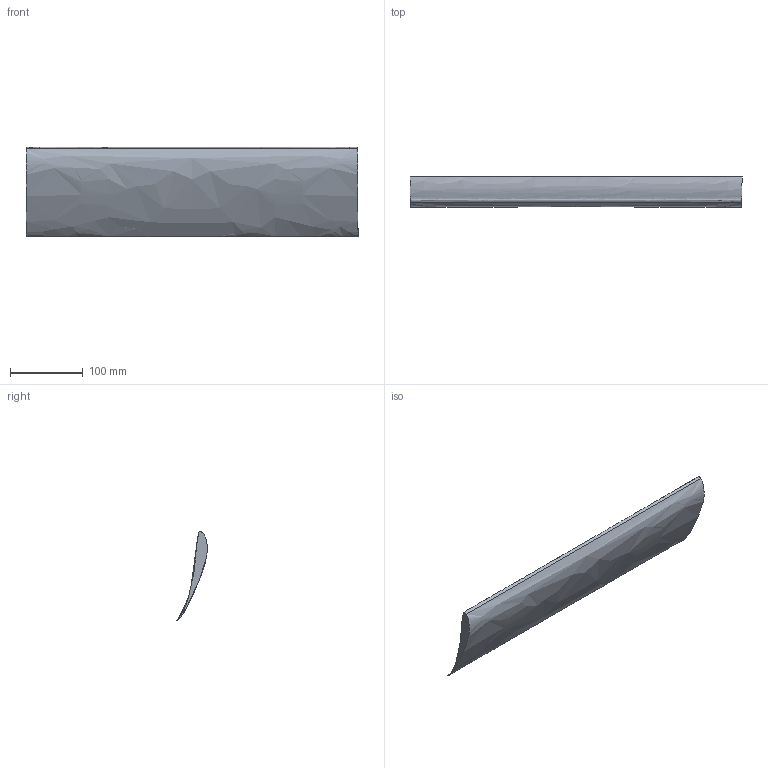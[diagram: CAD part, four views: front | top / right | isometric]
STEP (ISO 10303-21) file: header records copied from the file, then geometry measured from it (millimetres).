
FILE_DESCRIPTION (( 'STEP AP214' ), '1' );
FILE_NAME ('FW2.STEP', '2024-11-14T16:03:22', ( '' ), ( '' ), 'SwSTEP 2.0', 'SolidWorks 2024', '' );
FILE_SCHEMA (( 'AUTOMOTIVE_DESIGN' ));
Length unit declared in the file: inch
Products named in the file (1): FW2
Bounding box: 457.2 x 41.98 x 122.8 mm (x, y, z)
Volume: 496412.5 mm3; surface area: 123780.7 mm2
Topology: 1 solids, 1 shells, 4 faces, 6 edges, 4 vertices
Faces by surface type: bspline 2, plane 2
Entity records: 449 total; most frequent: CARTESIAN_POINT 361, ORIENTED_EDGE 12, DIRECTION 8, EDGE_CURVE 6, EDGE_LOOP 4, B_SPLINE_CURVE_WITH_KNOTS 4, FACE_OUTER_BOUND 4, ADVANCED_FACE 4
